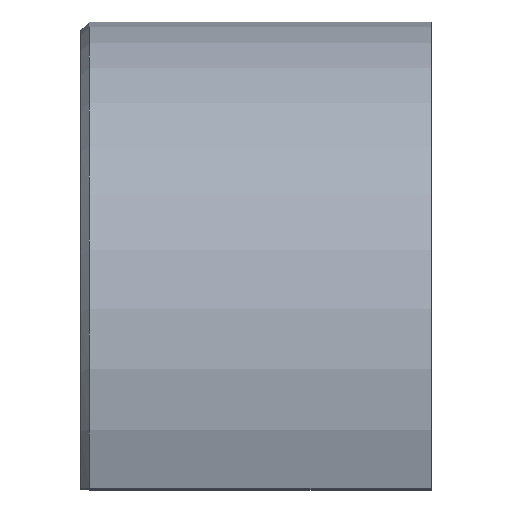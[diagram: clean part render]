
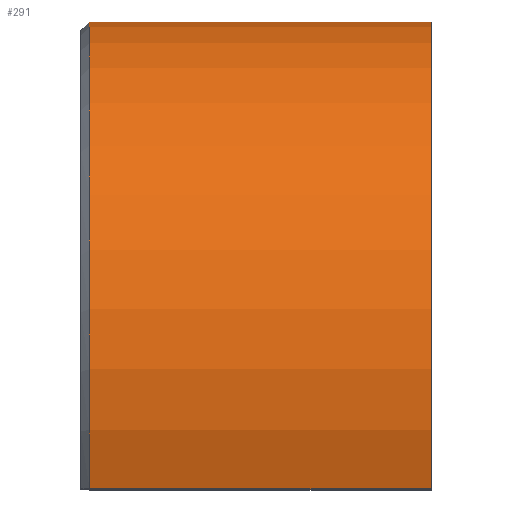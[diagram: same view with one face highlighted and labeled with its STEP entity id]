
A CAD part, top view. The second image highlights one B-rep face of the part: STEP entity #291.
In plain terms, the highlighted cylindrical face has radius 60 mm (diameter 120 mm), a partial arc.
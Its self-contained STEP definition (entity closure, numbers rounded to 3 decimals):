
#218=CARTESIAN_POINT('',(-58.5,60.,0.));
#219=VERTEX_POINT('',#218);
#235=CARTESIAN_POINT('',(-58.5,-20.,56.569));
#236=VERTEX_POINT('',#235);
#250=CARTESIAN_POINT('',(-58.5,0.,0.0));
#251=DIRECTION('',(-1.0,0.0,0.0));
#252=DIRECTION('',(0.0,1.0,0.0));
#253=AXIS2_PLACEMENT_3D('',#250,#251,#252);
#254=CIRCLE('',#253,60.);
#255=EDGE_CURVE('',#236,#219,#254,.T.);
#260=CARTESIAN_POINT('',(-30.,0.,0.0));
#261=DIRECTION('',(1.0,0.,0.0));
#262=DIRECTION('',(0.0,1.0,0.0));
#263=AXIS2_PLACEMENT_3D('',#260,#261,#262);
#264=CYLINDRICAL_SURFACE('',#263,60.);
#265=CARTESIAN_POINT('',(0.,60.0,0.));
#266=VERTEX_POINT('',#265);
#267=CARTESIAN_POINT('',(-58.5,60.,0.));
#268=DIRECTION('',(1.0,0.0,0.0));
#269=VECTOR('',#268,58.5);
#270=LINE('',#267,#269);
#271=EDGE_CURVE('',#219,#266,#270,.T.);
#272=ORIENTED_EDGE('',*,*,#271,.F.);
#273=ORIENTED_EDGE('',*,*,#255,.F.);
#274=CARTESIAN_POINT('',(0.,-20.,56.569));
#275=VERTEX_POINT('',#274);
#276=CARTESIAN_POINT('',(-58.5,-20.,56.569));
#277=DIRECTION('',(1.0,0.0,0.0));
#278=VECTOR('',#277,58.5);
#279=LINE('',#276,#278);
#280=EDGE_CURVE('',#236,#275,#279,.T.);
#281=ORIENTED_EDGE('',*,*,#280,.T.);
#282=CARTESIAN_POINT('',(0.,0.,0.0));
#283=DIRECTION('',(1.0,0.0,0.0));
#284=DIRECTION('',(0.0,1.0,0.0));
#285=AXIS2_PLACEMENT_3D('',#282,#283,#284);
#286=CIRCLE('',#285,60.0);
#287=EDGE_CURVE('',#266,#275,#286,.T.);
#288=ORIENTED_EDGE('',*,*,#287,.F.);
#289=EDGE_LOOP('',(#272,#273,#281,#288));
#290=FACE_OUTER_BOUND('',#289,.T.);
#291=ADVANCED_FACE('',(#290),#264,.T.);
